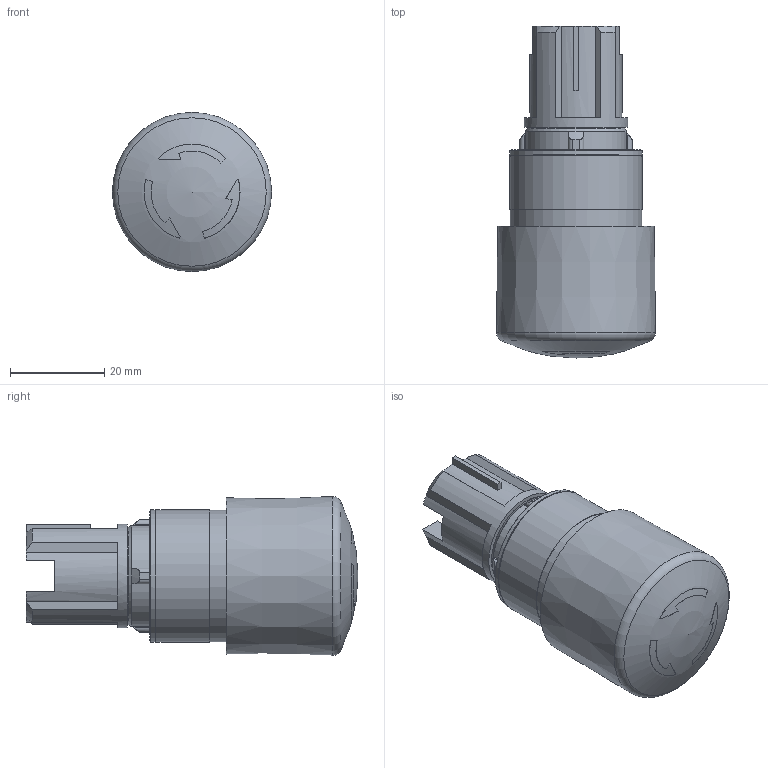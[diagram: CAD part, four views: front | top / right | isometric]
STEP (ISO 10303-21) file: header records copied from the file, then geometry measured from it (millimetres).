
FILE_DESCRIPTION( ( 'Unknown' ), '1' );
FILE_NAME( '1004_45-2C36.1820.000.stp', 'Unknown', ( 'Unknown' ), ( 'Unknown' ), 'PSStep 15.0.49', 'Unknown', ' ' );
FILE_SCHEMA( ( 'AUTOMOTIVE_DESIGN { 1 0 10303 214 1 1 1 1 }' ) );
Length unit declared in the file: millimetre
Products named in the file (2): Assem1; 0
Assembly tree (1 placements, depth 2):
  Assem1
    0
Bounding box: 33.8 x 70.5 x 33.8 mm (x, y, z)
Volume: 38496.5 mm3; surface area: 9125.2 mm2
Topology: 1 solids, 1 shells, 107 faces, 281 edges, 186 vertices
Faces by surface type: plane 62, cylinder 29, cone 11, sphere 4, torus 1
Full cylindrical faces by diameter (mm): 11.7 x1, 18 x1, 20 x1, 22 x1, 27.2 x1, 28 x1, 28.2 x1
Entity records: 5419 total; most frequent: CARTESIAN_POINT 645, DIRECTION 570, ORIENTED_EDGE 514, STYLED_ITEM 364, PRESENTATION_STYLE_ASSIGNMENT 364, COLOUR_RGB 364, EDGE_CURVE 257, CURVE_STYLE 257
